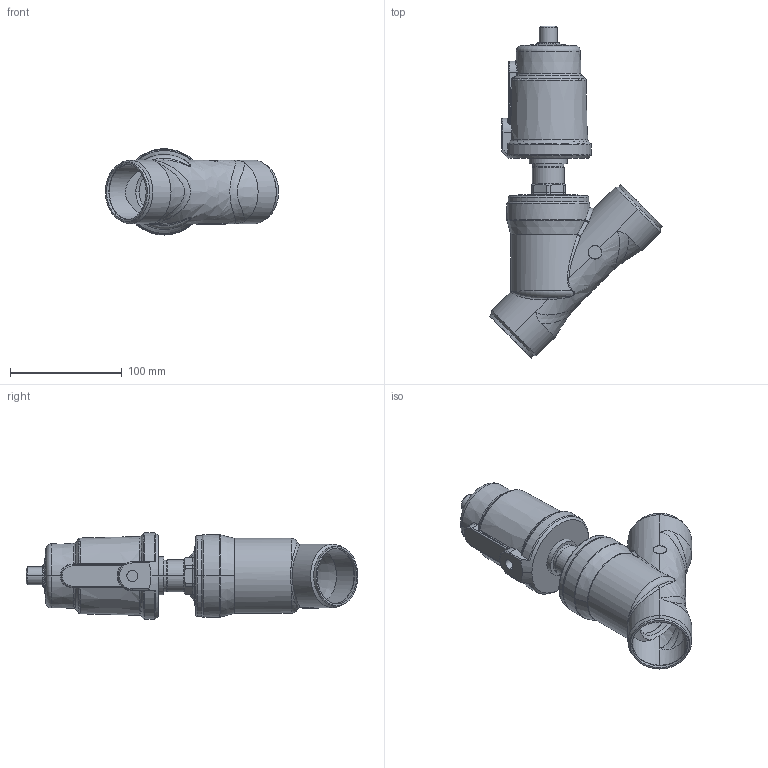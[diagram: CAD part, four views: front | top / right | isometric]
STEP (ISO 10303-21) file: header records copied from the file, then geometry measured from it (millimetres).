
FILE_DESCRIPTION (( 'STEP AP203' ), '1' );
FILE_NAME ('63DN50H25µ¥-DIN 11850.2.STEP', '2023-02-16T02:53:58', ( '' ), ( '' ), 'SwSTEP 2.0', 'SolidWorks 2014', '' );
FILE_SCHEMA (( 'CONFIG_CONTROL_DESIGN' ));
Length unit declared in the file: millimetre
Products named in the file (4): 蟀諉50-10H25; 63DN50H25µ¥-DIN 11850.2; DN50爾諉概极11850.2; H2000 63ͷ
Assembly tree (3 placements, depth 2):
  63DN50H25µ¥-DIN 11850.2
    蟀諉50-10H25
    H2000 63ͷ
    DN50爾諉概极11850.2
Bounding box: 154.86 x 296.68 x 76.87 mm (x, y, z)
Volume: 573884.1 mm3; surface area: 117813.3 mm2
Topology: 3 solids, 3 shells, 404 faces, 984 edges, 610 vertices
Faces by surface type: plane 131, bspline 109, cylinder 87, cone 42, torus 34, sphere 1
Entity records: 20245 total; most frequent: CARTESIAN_POINT 11153, ORIENTED_EDGE 1964, DIRECTION 1535, EDGE_CURVE 982, VERTEX_POINT 610, AXIS2_PLACEMENT_3D 549, VECTOR 437, LINE 437
